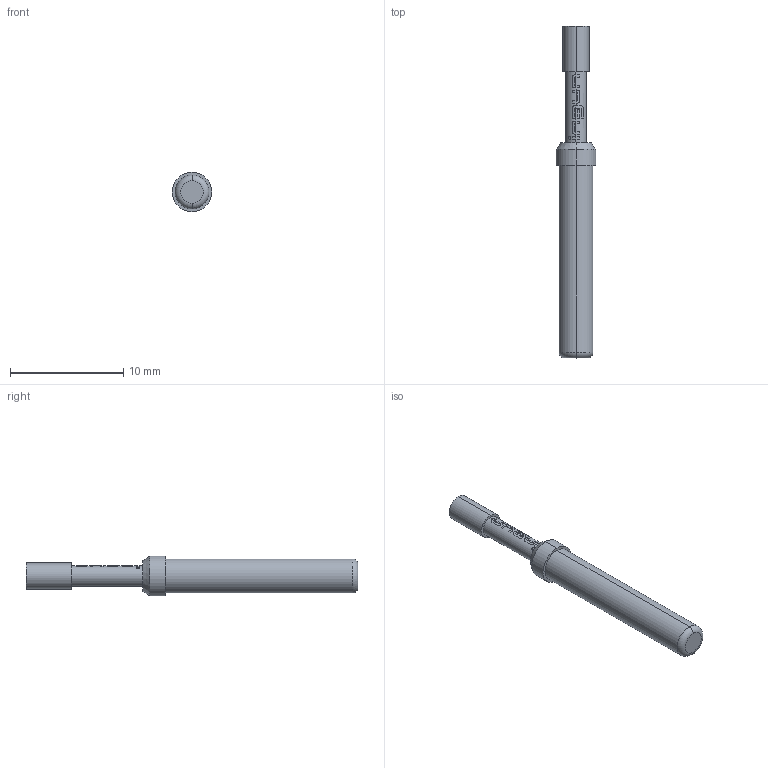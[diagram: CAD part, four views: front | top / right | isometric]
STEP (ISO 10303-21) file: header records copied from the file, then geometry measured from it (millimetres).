
FILE_DESCRIPTION (( 'STEP AP203' ), '1' );
FILE_NAME ('INGUN_GKS-103_102_230_A_xx02.STEP', '2020-09-04T07:59:27', ( '' ), ( '' ), 'SwSTEP 2.0', 'SolidWorks 2018', '' );
FILE_SCHEMA (( 'CONFIG_CONTROL_DESIGN' ));
Length unit declared in the file: millimetre
Products named in the file (1): INGUN_GKS-103_102_230_A_xx02
Bounding box: 3.5 x 29.3 x 3.5 mm (x, y, z)
Volume: 170.3 mm3; surface area: 263.7 mm2
Topology: 1 solids, 1 shells, 98 faces, 272 edges, 180 vertices
Faces by surface type: bspline 48, cylinder 27, plane 19, cone 2, torus 2
Entity records: 4395 total; most frequent: CARTESIAN_POINT 2371, ORIENTED_EDGE 544, EDGE_CURVE 272, B_SPLINE_CURVE_WITH_KNOTS 222, VERTEX_POINT 180, DIRECTION 174, EDGE_LOOP 102, FACE_OUTER_BOUND 98
